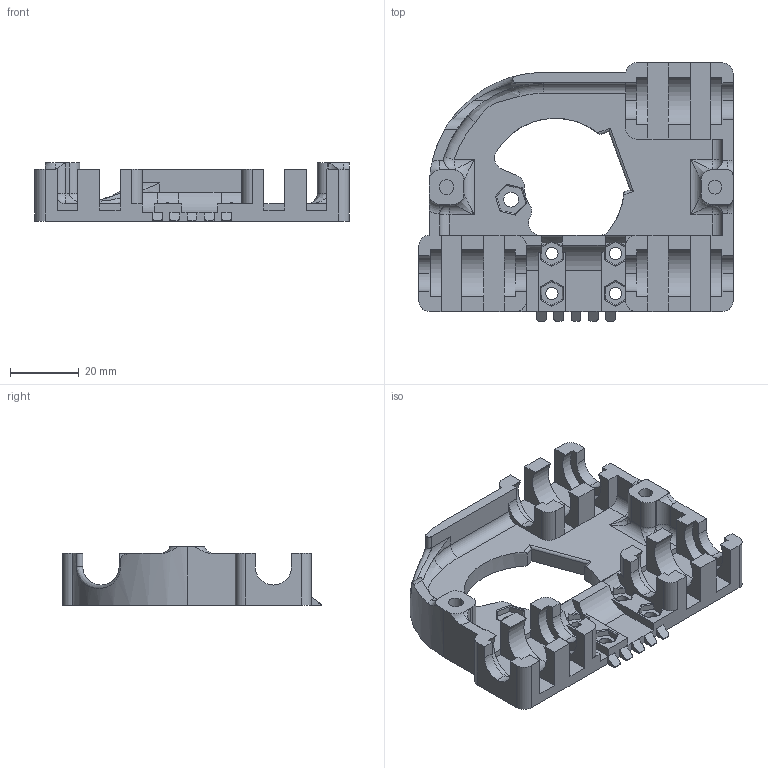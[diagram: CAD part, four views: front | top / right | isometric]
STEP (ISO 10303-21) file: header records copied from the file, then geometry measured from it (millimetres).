
FILE_DESCRIPTION (( 'STEP AP203' ), '1' );
FILE_NAME ('xCarriagex1.STEP', '2012-07-31T21:14:31', ( '' ), ( '' ), 'SwSTEP 2.0', 'SolidWorks 2012', '' );
FILE_SCHEMA (( 'CONFIG_CONTROL_DESIGN' ));
Length unit declared in the file: millimetre
Products named in the file (1): xCarriagex1
Bounding box: 91.12 x 74.92 x 16.89 mm (x, y, z)
Volume: 32119.1 mm3; surface area: 20368.8 mm2
Topology: 1 solids, 1 shells, 365 faces, 978 edges, 619 vertices
Faces by surface type: plane 190, cylinder 145, bspline 20, torus 6, sphere 4
Entity records: 12342 total; most frequent: CARTESIAN_POINT 3332, ORIENTED_EDGE 1942, DIRECTION 1776, EDGE_CURVE 971, LINE 630, VECTOR 630, VERTEX_POINT 619, AXIS2_PLACEMENT_3D 573
